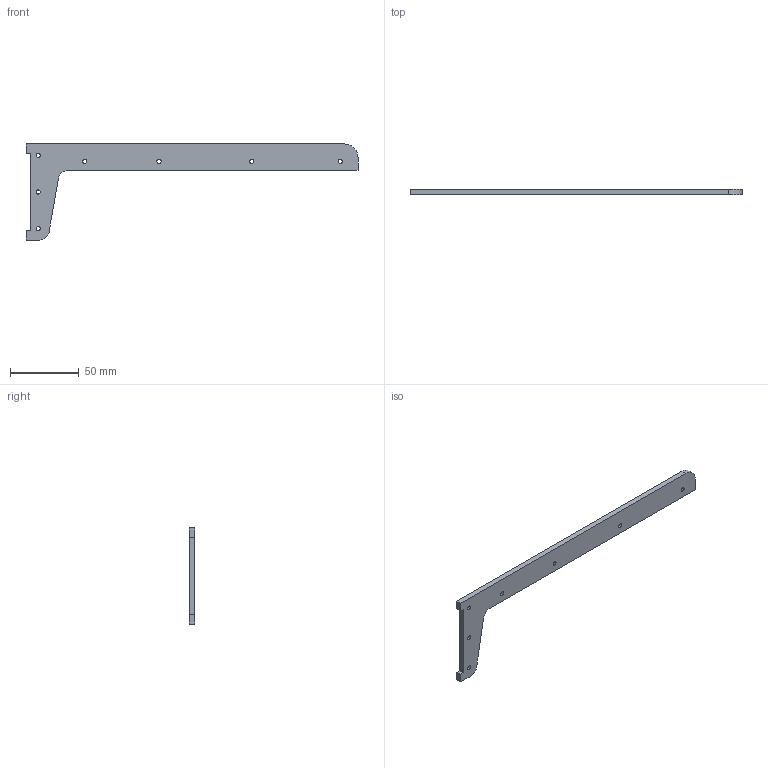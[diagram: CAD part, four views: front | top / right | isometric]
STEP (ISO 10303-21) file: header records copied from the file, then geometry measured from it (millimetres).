
FILE_DESCRIPTION (( 'STEP AP214' ), '1' );
FILE_NAME ('1107-A2P-A.STEP', '2013-05-15T14:49:16', ( '3DAssist' ), ( '' ), 'SwSTEP 2.0', 'SolidWorks 2013', '' );
FILE_SCHEMA (( 'AUTOMOTIVE_DESIGN' ));
Length unit declared in the file: millimetre
Products named in the file (1): 1107-A2P-A
Bounding box: 241.9 x 4 x 70 mm (x, y, z)
Volume: 21825.7 mm3; surface area: 13630 mm2
Topology: 1 solids, 1 shells, 22 faces, 60 edges, 40 vertices
Faces by surface type: plane 12, cylinder 10
Full cylindrical faces by diameter (mm): 3 x7
Entity records: 731 total; most frequent: DIRECTION 119, CARTESIAN_POINT 116, ORIENTED_EDGE 106, EDGE_CURVE 53, EDGE_LOOP 43, AXIS2_PLACEMENT_3D 43, VERTEX_POINT 40, LINE 33
